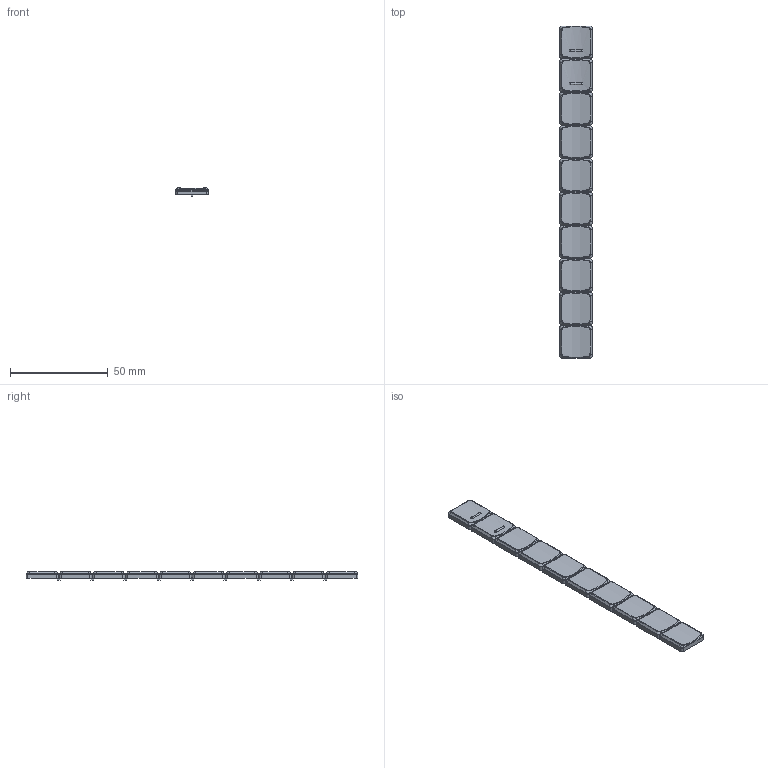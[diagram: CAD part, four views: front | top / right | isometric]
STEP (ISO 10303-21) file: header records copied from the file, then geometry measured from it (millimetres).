
FILE_DESCRIPTION(/* description */ ('','CAx-IF Rec.Pracs.---Representation and Presentation of Product Manufacturing Information (PMI)---4.0---2014-10-13'),/* implementation_level */ '2;1');
FILE_NAME(/* name */ '1425 sprued home row with homing 8x2 jlc.step',/* time_stamp */ '2025-03-04T19:05:09-05:00',/* author */ (''),/* organization */ (''),/* preprocessor_version */ 'ST-DEVELOPER v20',/* originating_system */ 'Autodesk Translation Framework v13.20.0.188',/* authorisation */ '');
FILE_SCHEMA (('AP242_MANAGED_MODEL_BASED_3D_ENGINEERING_MIM_LF { 1 0 10303 442 1 1 4 }'));
Length unit declared in the file: millimetre
Products named in the file (1): sprues
Bounding box: 16.5 x 169.5 x 4.54 mm (x, y, z)
Volume: 4332.9 mm3; surface area: 8594.9 mm2
Topology: 19 solids, 19 shells, 1050 faces, 2584 edges, 1642 vertices
Faces by surface type: plane 634, bspline 202, cylinder 190, cone 20, sphere 4
Entity records: 36823 total; most frequent: CARTESIAN_POINT 12503, ORIENTED_EDGE 5164, DIRECTION 4678, EDGE_CURVE 2582, LINE 1768, VECTOR 1768, VERTEX_POINT 1642, AXIS2_PLACEMENT_3D 1455
